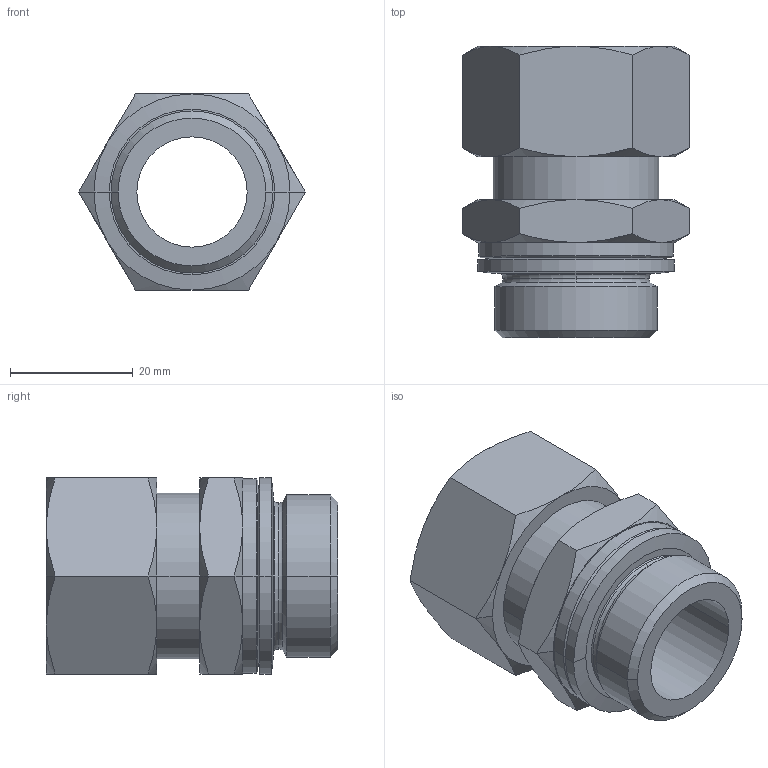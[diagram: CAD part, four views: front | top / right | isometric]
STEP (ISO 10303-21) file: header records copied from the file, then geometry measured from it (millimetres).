
FILE_DESCRIPTION(('STEP AP214'),'1');
FILE_NAME('0101_20_27_39.stp','2016-07-07T14:58:39',('TraceParts'),('TraceParts S.A.'),'Spatial InterOp 3D',' ',' ');
FILE_SCHEMA(('automotive_design'));
Length unit declared in the file: millimetre
Products named in the file (1): 1
Bounding box: 36.95 x 47.52 x 32 mm (x, y, z)
Volume: 22084.1 mm3; surface area: 9746.3 mm2
Topology: 1 solids, 1 shells, 80 faces, 172 edges, 100 vertices
Faces by surface type: cone 44, plane 20, cylinder 12, torus 4
Entity records: 2211 total; most frequent: CARTESIAN_POINT 545, DIRECTION 366, ORIENTED_EDGE 344, EDGE_CURVE 172, AXIS2_PLACEMENT_3D 161, VERTEX_POINT 100, EDGE_LOOP 88, ADVANCED_FACE 80
